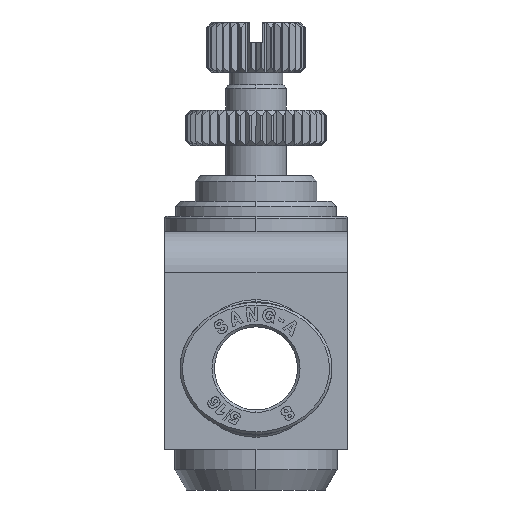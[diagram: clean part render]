
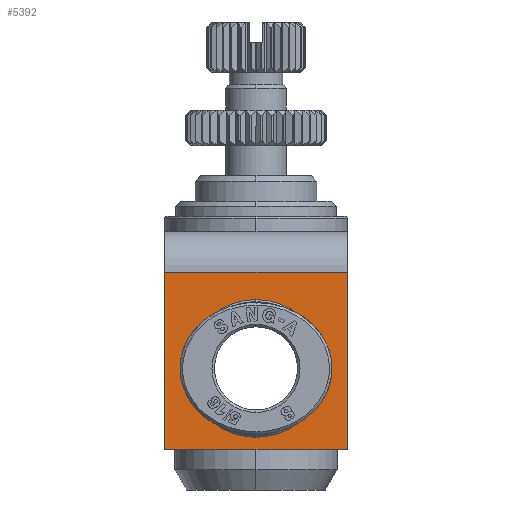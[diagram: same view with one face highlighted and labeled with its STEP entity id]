
A CAD part, left-side view. The second image highlights one B-rep face of the part: STEP entity #5392.
In plain terms, the highlighted planar face has unit normal (-1, 0, 0).
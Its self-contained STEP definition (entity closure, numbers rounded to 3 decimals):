
#1585 = CARTESIAN_POINT ( 'NONE',  ( 12.903, 2.156, -11.934 ) ) ;
#1774 = ORIENTED_EDGE ( 'NONE', *, *, #44572, .T. ) ;
#5215 = CARTESIAN_POINT ( 'NONE',  ( 12.903, -6.844, 2.866 ) ) ;
#5392 = ADVANCED_FACE ( 'NONE', ( #13690, #35622 ), #47582, .T. ) ;
#7069 = EDGE_CURVE ( 'NONE', #38293, #16039, #8868, .T. ) ;
#7282 = CARTESIAN_POINT ( 'NONE',  ( 12.903, 2.156, 9.566 ) ) ;
#8868 = CIRCLE ( 'NONE', #38424, 6.8 ) ;
#9151 = CARTESIAN_POINT ( 'NONE',  ( 12.903, -6.844, -10.734 ) ) ;
#9621 = DIRECTION ( 'NONE',  ( 1., 0., 0. ) ) ;
#10646 = CARTESIAN_POINT ( 'NONE',  ( 12.903, -6.844, 9.566 ) ) ;
#13361 = ORIENTED_EDGE ( 'NONE', *, *, #43068, .T. ) ;
#13369 = AXIS2_PLACEMENT_3D ( 'NONE', #10646, #39494, #14785 ) ;
#13690 = FACE_OUTER_BOUND ( 'NONE', #51004, .T. ) ;
#14785 = DIRECTION ( 'NONE',  ( 0., 0., 1. ) ) ;
#15416 = DIRECTION ( 'NONE',  ( 1., 0., 0. ) ) ;
#16023 = VECTOR ( 'NONE', #27786, 1000. ) ;
#16039 = VERTEX_POINT ( 'NONE', #5215 ) ;
#16093 = ORIENTED_EDGE ( 'NONE', *, *, #7069, .T. ) ;
#17243 = EDGE_CURVE ( 'NONE', #46557, #23244, #37943, .T. ) ;
#17611 = LINE ( 'NONE', #49869, #35652 ) ;
#19617 = DIRECTION ( 'NONE',  ( 0., 1., 0. ) ) ;
#21690 = VERTEX_POINT ( 'NONE', #43306 ) ;
#22349 = VECTOR ( 'NONE', #19617, 1000. ) ;
#23244 = VERTEX_POINT ( 'NONE', #1585 ) ;
#23966 = CARTESIAN_POINT ( 'NONE',  ( 12.903, -6.844, 5.566 ) ) ;
#24529 = CARTESIAN_POINT ( 'NONE',  ( 12.903, -15.844, -11.934 ) ) ;
#26464 = VECTOR ( 'NONE', #48543, 1000. ) ;
#27786 = DIRECTION ( 'NONE',  ( 0., 0., -1. ) ) ;
#29648 = CARTESIAN_POINT ( 'NONE',  ( 12.903, 2.156, 5.566 ) ) ;
#31534 = EDGE_LOOP ( 'NONE', ( #16093, #37429 ) ) ;
#33350 = LINE ( 'NONE', #23966, #22349 ) ;
#33510 = DIRECTION ( 'NONE',  ( 0., 1., 0. ) ) ;
#34310 = CARTESIAN_POINT ( 'NONE',  ( 12.903, -6.844, -3.934 ) ) ;
#35543 = ORIENTED_EDGE ( 'NONE', *, *, #35615, .F. ) ;
#35615 = EDGE_CURVE ( 'NONE', #37696, #23244, #17611, .T. ) ;
#35622 = FACE_BOUND ( 'NONE', #31534, .T. ) ;
#35652 = VECTOR ( 'NONE', #33510, 1000. ) ;
#36105 = CARTESIAN_POINT ( 'NONE',  ( 12.903, -15.844, 9.566 ) ) ;
#37429 = ORIENTED_EDGE ( 'NONE', *, *, #51425, .T. ) ;
#37457 = LINE ( 'NONE', #36105, #26464 ) ;
#37696 = VERTEX_POINT ( 'NONE', #24529 ) ;
#37943 = LINE ( 'NONE', #7282, #16023 ) ;
#38293 = VERTEX_POINT ( 'NONE', #9151 ) ;
#38424 = AXIS2_PLACEMENT_3D ( 'NONE', #34310, #9621, #38468 ) ;
#38468 = DIRECTION ( 'NONE',  ( 0., 0., -1. ) ) ;
#39494 = DIRECTION ( 'NONE',  ( -1., 0., 0. ) ) ;
#40107 = CARTESIAN_POINT ( 'NONE',  ( 12.903, -6.844, -3.934 ) ) ;
#43068 = EDGE_CURVE ( 'NONE', #21690, #46557, #33350, .T. ) ;
#43306 = CARTESIAN_POINT ( 'NONE',  ( 12.903, -15.844, 5.566 ) ) ;
#44300 = DIRECTION ( 'NONE',  ( 0., 0., -1. ) ) ;
#44572 = EDGE_CURVE ( 'NONE', #37696, #21690, #37457, .T. ) ;
#44926 = CIRCLE ( 'NONE', #48064, 6.8 ) ;
#46557 = VERTEX_POINT ( 'NONE', #29648 ) ;
#47421 = ORIENTED_EDGE ( 'NONE', *, *, #17243, .T. ) ;
#47582 = PLANE ( 'NONE',  #13369 ) ;
#48064 = AXIS2_PLACEMENT_3D ( 'NONE', #40107, #15416, #44300 ) ;
#48543 = DIRECTION ( 'NONE',  ( 0., 0., 1. ) ) ;
#49869 = CARTESIAN_POINT ( 'NONE',  ( 12.903, -6.844, -11.934 ) ) ;
#51004 = EDGE_LOOP ( 'NONE', ( #13361, #47421, #35543, #1774 ) ) ;
#51425 = EDGE_CURVE ( 'NONE', #16039, #38293, #44926, .T. ) ;
